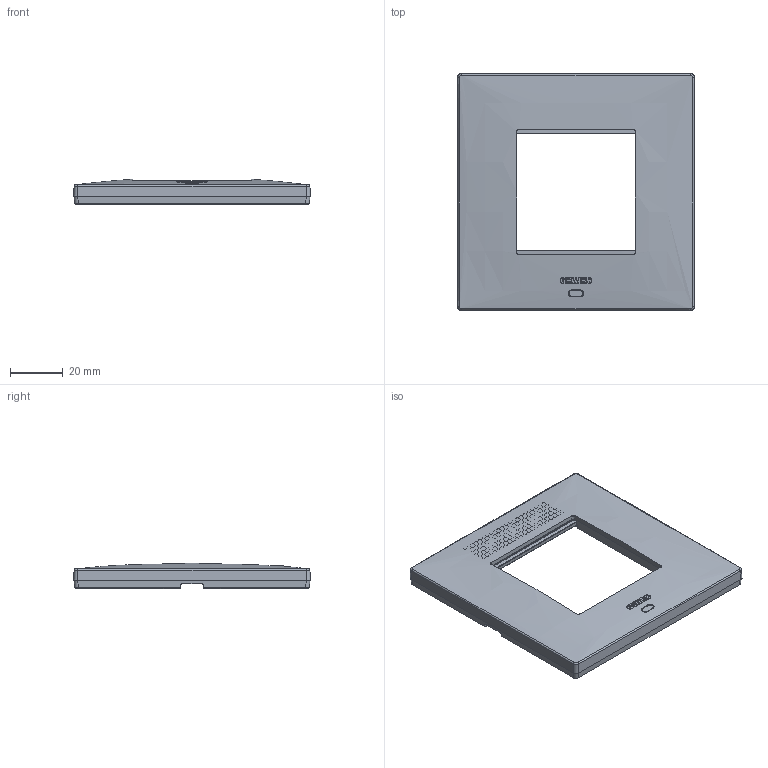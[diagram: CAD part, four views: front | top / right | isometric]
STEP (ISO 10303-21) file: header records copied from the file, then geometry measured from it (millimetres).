
FILE_DESCRIPTION(('CATIA V5 STEP Exchange','CAx-IF Rec.Pracs.--- Model Styling and Organization---1.4--- 2014-01-23'),'2;1');
FILE_NAME('GW16022SPW.stp','2024-02-12T15:46:46+00:00',('none'),('none'),'CATIA Version 5-6 Release 2019 SP6','CATIA V5 STEP AP214 v1','none');
FILE_SCHEMA(('AUTOMOTIVE_DESIGN { 1 0 10303 214 1 1 1 1 }'));
Products named in the file (1): GW16022SPW
Bounding box: 90 x 90 x 9.64 mm (x, y, z)
Volume: 20009.4 mm3; surface area: 29883.5 mm2
Topology: 3 solids, 3 shells, 4432 faces, 11950 edges, 7577 vertices
Faces by surface type: plane 1618, cylinder 1473, bspline 1251, sphere 54, cone 23, torus 13
Entity records: 246156 total; most frequent: CARTESIAN_POINT 155277, ORIENTED_EDGE 23732, EDGE_CURVE 11866, DIRECTION 10164, VERTEX_POINT 7577, B_SPLINE_CURVE_WITH_KNOTS 6798, EDGE_LOOP 4637, ADVANCED_FACE 4432
